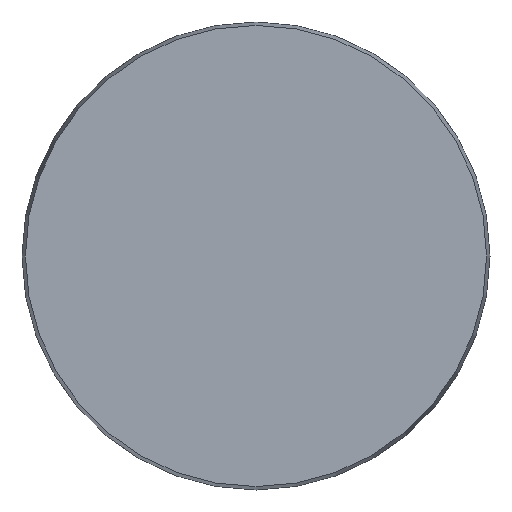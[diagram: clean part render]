
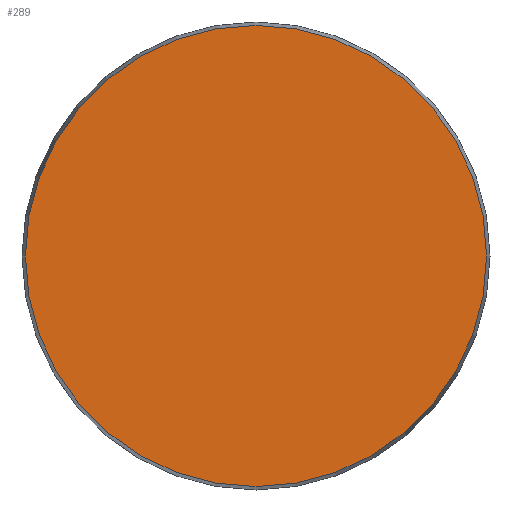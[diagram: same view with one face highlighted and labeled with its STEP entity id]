
A CAD part, front view. The second image highlights one B-rep face of the part: STEP entity #289.
In plain terms, the highlighted planar face has unit normal (0, -1, 0).
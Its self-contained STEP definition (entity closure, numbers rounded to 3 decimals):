
#18 = CARTESIAN_POINT ( 'NONE',  ( 0., 0., 0. ) ) ;
#24 = AXIS2_PLACEMENT_3D ( 'NONE', #18, #373, #155 ) ;
#29 = CARTESIAN_POINT ( 'NONE',  ( 0., 0., -38.425 ) ) ;
#80 = EDGE_LOOP ( 'NONE', ( #355 ) ) ;
#155 = DIRECTION ( 'NONE',  ( 0., 0., -1. ) ) ;
#186 = FACE_OUTER_BOUND ( 'NONE', #80, .T. ) ;
#263 = CIRCLE ( 'NONE', #24, 38.425 ) ;
#274 = CARTESIAN_POINT ( 'NONE',  ( -38.425, 0., 0. ) ) ;
#289 = ADVANCED_FACE ( 'NONE', ( #186 ), #475, .F. ) ;
#355 = ORIENTED_EDGE ( 'NONE', *, *, #459, .T. ) ;
#373 = DIRECTION ( 'NONE',  ( 0., -1., 0. ) ) ;
#413 = AXIS2_PLACEMENT_3D ( 'NONE', #274, #433, #442 ) ;
#433 = DIRECTION ( 'NONE',  ( 0., 1., 0. ) ) ;
#442 = DIRECTION ( 'NONE',  ( 0., 0., 1. ) ) ;
#457 = VERTEX_POINT ( 'NONE', #29 ) ;
#459 = EDGE_CURVE ( 'NONE', #457, #457, #263, .T. ) ;
#475 = PLANE ( 'NONE',  #413 ) ;
